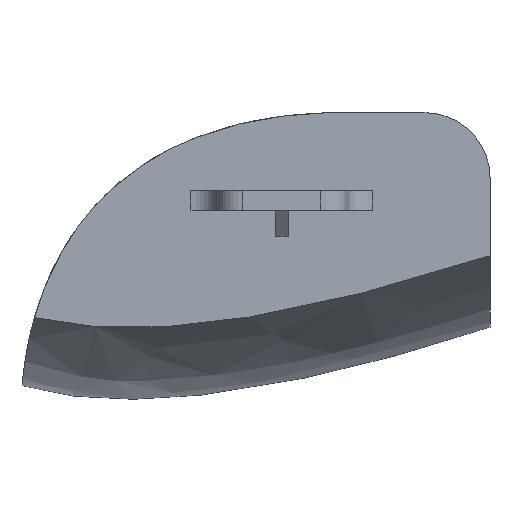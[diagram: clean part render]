
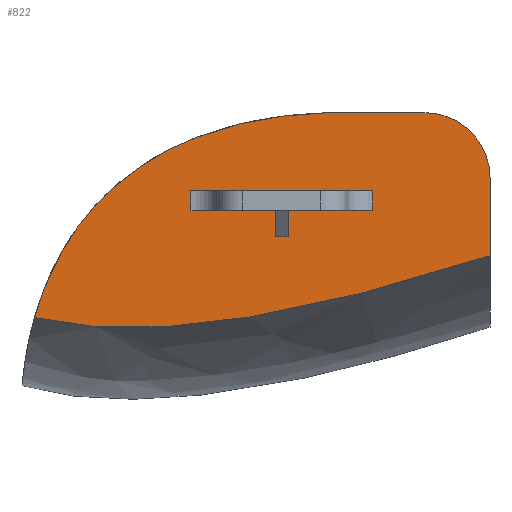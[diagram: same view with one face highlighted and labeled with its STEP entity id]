
A CAD part, left-side view. The second image highlights one B-rep face of the part: STEP entity #822.
In plain terms, the highlighted planar face has unit normal (-1, 0, 0).
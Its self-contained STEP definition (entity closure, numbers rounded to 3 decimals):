
#22=FACE_BOUND('',#135,.T.);
#32=B_SPLINE_CURVE_WITH_KNOTS('',3,(#1240,#1241,#1242,#1243),
 .UNSPECIFIED.,.F.,.F.,(4,4),(0.634,0.879),
 .UNSPECIFIED.);
#33=B_SPLINE_CURVE_WITH_KNOTS('',2,(#1245,#1246,#1247),.UNSPECIFIED.,.F.,
 .F.,(3,3),(0.04,1.),.UNSPECIFIED.);
#34=B_SPLINE_CURVE_WITH_KNOTS('',3,(#1254,#1255,#1256,#1257,#1258,#1259,
#1260,#1261,#1262,#1263),.UNSPECIFIED.,.F.,.F.,(4,2,2,2,4),(0.246,
0.86,1.628,2.267,2.979),
 .UNSPECIFIED.);
#57=PLANE('',#903);
#88=FACE_OUTER_BOUND('',#134,.T.);
#134=EDGE_LOOP('',(#595,#596,#597,#598,#599,#600));
#135=EDGE_LOOP('',(#601,#602,#603,#604,#605,#606,#607,#608));
#184=LINE('',#1198,#254);
#189=LINE('',#1213,#259);
#195=LINE('',#1226,#265);
#197=LINE('',#1231,#267);
#199=LINE('',#1235,#269);
#201=LINE('',#1249,#271);
#202=LINE('',#1253,#272);
#203=LINE('',#1264,#273);
#204=LINE('',#1265,#274);
#205=LINE('',#1266,#275);
#254=VECTOR('',#988,10.744);
#259=VECTOR('',#1001,10.744);
#265=VECTOR('',#1011,10.744);
#267=VECTOR('',#1015,10.744);
#269=VECTOR('',#1019,10.744);
#271=VECTOR('',#1023,10.744);
#272=VECTOR('',#1026,10.744);
#273=VECTOR('',#1027,10.744);
#274=VECTOR('',#1028,10.744);
#275=VECTOR('',#1029,10.744);
#331=CIRCLE('',#904,5.372);
#359=VERTEX_POINT('',#1191);
#362=VERTEX_POINT('',#1196);
#365=VERTEX_POINT('',#1206);
#368=VERTEX_POINT('',#1211);
#372=VERTEX_POINT('',#1222);
#373=VERTEX_POINT('',#1224);
#375=VERTEX_POINT('',#1230);
#376=VERTEX_POINT('',#1234);
#377=VERTEX_POINT('',#1238);
#378=VERTEX_POINT('',#1239);
#379=VERTEX_POINT('',#1244);
#380=VERTEX_POINT('',#1248);
#381=VERTEX_POINT('',#1250);
#382=VERTEX_POINT('',#1252);
#446=EDGE_CURVE('',#362,#359,#184,.T.);
#453=EDGE_CURVE('',#368,#365,#189,.T.);
#459=EDGE_CURVE('',#372,#373,#195,.T.);
#461=EDGE_CURVE('',#375,#372,#197,.T.);
#463=EDGE_CURVE('',#376,#375,#199,.T.);
#465=EDGE_CURVE('',#377,#378,#32,.T.);
#466=EDGE_CURVE('',#378,#379,#33,.T.);
#467=EDGE_CURVE('',#380,#379,#201,.T.);
#468=EDGE_CURVE('',#381,#380,#331,.T.);
#469=EDGE_CURVE('',#382,#381,#202,.T.);
#470=EDGE_CURVE('',#377,#382,#34,.T.);
#471=EDGE_CURVE('',#362,#376,#203,.T.);
#472=EDGE_CURVE('',#373,#365,#204,.T.);
#473=EDGE_CURVE('',#368,#359,#205,.T.);
#595=ORIENTED_EDGE('',*,*,#465,.T.);
#596=ORIENTED_EDGE('',*,*,#466,.T.);
#597=ORIENTED_EDGE('',*,*,#467,.F.);
#598=ORIENTED_EDGE('',*,*,#468,.F.);
#599=ORIENTED_EDGE('',*,*,#469,.F.);
#600=ORIENTED_EDGE('',*,*,#470,.F.);
#601=ORIENTED_EDGE('',*,*,#471,.T.);
#602=ORIENTED_EDGE('',*,*,#463,.T.);
#603=ORIENTED_EDGE('',*,*,#461,.T.);
#604=ORIENTED_EDGE('',*,*,#459,.T.);
#605=ORIENTED_EDGE('',*,*,#472,.T.);
#606=ORIENTED_EDGE('',*,*,#453,.F.);
#607=ORIENTED_EDGE('',*,*,#473,.T.);
#608=ORIENTED_EDGE('',*,*,#446,.F.);
#822=ADVANCED_FACE('',(#88,#22),#57,.T.);
#903=AXIS2_PLACEMENT_3D('',#1237,#1021,#1022);
#904=AXIS2_PLACEMENT_3D('',#1251,#1024,#1025);
#988=DIRECTION('',(0.,0.,1.));
#1001=DIRECTION('',(0.,0.,-1.));
#1011=DIRECTION('',(0.,0.,1.));
#1015=DIRECTION('',(0.,1.,0.));
#1019=DIRECTION('',(0.,0.,-1.));
#1021=DIRECTION('center_axis',(-1.,0.,0.));
#1022=DIRECTION('ref_axis',(0.,0.,-1.));
#1023=DIRECTION('',(0.,0.,-1.));
#1024=DIRECTION('center_axis',(1.,0.,0.));
#1025=DIRECTION('ref_axis',(0.,0.,1.));
#1026=DIRECTION('',(0.,-1.,0.));
#1027=DIRECTION('',(0.,1.,0.));
#1028=DIRECTION('',(0.,1.,0.));
#1029=DIRECTION('',(0.,-1.,0.));
#1191=CARTESIAN_POINT('',(-18.151,-26.33,15.372));
#1196=CARTESIAN_POINT('',(-18.151,-26.33,13.761));
#1198=CARTESIAN_POINT('',(-18.151,-26.33,11.612));
#1206=CARTESIAN_POINT('',(-18.151,-11.288,13.761));
#1211=CARTESIAN_POINT('',(-18.151,-11.288,15.372));
#1213=CARTESIAN_POINT('',(-18.151,-11.288,10.806));
#1222=CARTESIAN_POINT('',(-18.151,-18.272,11.612));
#1224=CARTESIAN_POINT('',(-18.151,-18.272,13.761));
#1226=CARTESIAN_POINT('',(-18.151,-18.272,10.269));
#1230=CARTESIAN_POINT('',(-18.151,-19.346,11.612));
#1231=CARTESIAN_POINT('',(-18.151,-8.065,11.612));
#1234=CARTESIAN_POINT('',(-18.151,-19.346,13.761));
#1235=CARTESIAN_POINT('',(-18.151,-19.346,10.269));
#1237=CARTESIAN_POINT('Origin',(-18.151,2.68,7.851));
#1238=CARTESIAN_POINT('',(-18.151,0.812,7.381));
#1239=CARTESIAN_POINT('',(-18.151,1.654,4.887));
#1240=CARTESIAN_POINT('Ctrl Pts',(-18.151,0.812,7.381));
#1241=CARTESIAN_POINT('Ctrl Pts',(-18.151,1.135,6.565));
#1242=CARTESIAN_POINT('Ctrl Pts',(-18.151,1.415,5.732));
#1243=CARTESIAN_POINT('Ctrl Pts',(-18.151,1.654,4.887));
#1244=CARTESIAN_POINT('',(-18.151,-36.,10.));
#1245=CARTESIAN_POINT('Ctrl Pts',(-18.151,1.654,4.887));
#1246=CARTESIAN_POINT('Ctrl Pts',(-18.151,-10.866,1.802));
#1247=CARTESIAN_POINT('Ctrl Pts',(-18.151,-36.,10.));
#1248=CARTESIAN_POINT('',(-18.151,-36.,16.447));
#1249=CARTESIAN_POINT('',(-18.151,-36.,14.129));
#1250=CARTESIAN_POINT('',(-18.151,-30.628,21.819));
#1251=CARTESIAN_POINT('Origin',(-18.151,-30.628,16.447));
#1252=CARTESIAN_POINT('',(-18.151,-22.519,21.819));
#1253=CARTESIAN_POINT('',(-18.151,-19.846,21.819));
#1254=CARTESIAN_POINT('Ctrl Pts',(-18.151,0.812,7.381));
#1255=CARTESIAN_POINT('Ctrl Pts',(-18.151,0.009,9.406));
#1256=CARTESIAN_POINT('Ctrl Pts',(-18.151,-1.054,11.307));
#1257=CARTESIAN_POINT('Ctrl Pts',(-18.151,-4.121,15.184));
#1258=CARTESIAN_POINT('Ctrl Pts',(-18.151,-6.199,16.934));
#1259=CARTESIAN_POINT('Ctrl Pts',(-18.151,-10.578,19.417));
#1260=CARTESIAN_POINT('Ctrl Pts',(-18.151,-12.718,20.234));
#1261=CARTESIAN_POINT('Ctrl Pts',(-18.151,-17.406,21.427));
#1262=CARTESIAN_POINT('Ctrl Pts',(-18.151,-19.966,21.739));
#1263=CARTESIAN_POINT('Ctrl Pts',(-18.151,-22.519,21.819));
#1264=CARTESIAN_POINT('',(-18.151,-10.751,13.761));
#1265=CARTESIAN_POINT('',(-18.151,-10.751,13.761));
#1266=CARTESIAN_POINT('',(-18.151,-5.379,15.372));
